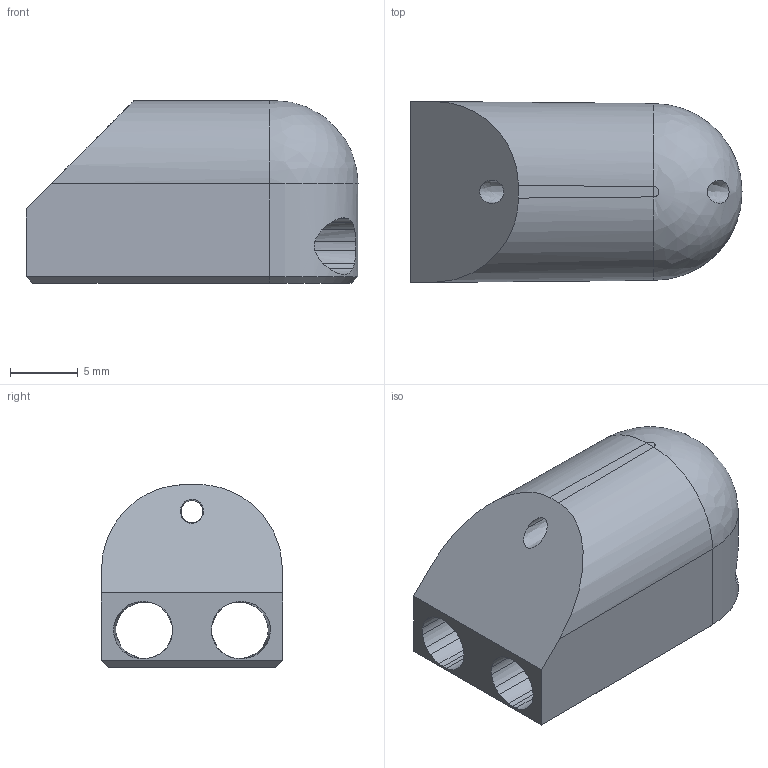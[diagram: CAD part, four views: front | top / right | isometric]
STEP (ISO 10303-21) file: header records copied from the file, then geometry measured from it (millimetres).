
FILE_DESCRIPTION(/* description */ (''),/* implementation_level */ '2;1');
FILE_NAME(/* name */ 'r1 v1.step',/* time_stamp */ '2024-07-28T17:08:12+05:30',/* author */ (''),/* organization */ (''),/* preprocessor_version */ 'ST-DEVELOPER v20',/* originating_system */ 'Autodesk Translation Framework v13.14.0.145',/* authorisation */ '');
FILE_SCHEMA (('AUTOMOTIVE_DESIGN { 1 0 10303 214 3 1 1 }'));
Length unit declared in the file: millimetre
Products named in the file (2): r1; r1-nd-cmp
Assembly tree (1 placements, depth 2):
  r1
    r1-nd-cmp
Bounding box: 24.53 x 13.38 x 13.5 mm (x, y, z)
Volume: 2667.8 mm3; surface area: 1910.3 mm2
Topology: 1 solids, 1 shells, 68 faces, 195 edges, 129 vertices
Faces by surface type: bspline 34, cylinder 22, plane 11, cone 1
Entity records: 2512 total; most frequent: CARTESIAN_POINT 813, ORIENTED_EDGE 390, DIRECTION 298, EDGE_CURVE 195, VERTEX_POINT 129, AXIS2_PLACEMENT_3D 103, LINE 92, VECTOR 92
